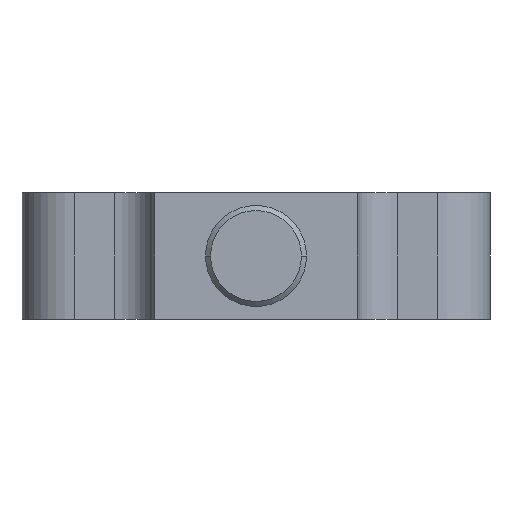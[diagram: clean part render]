
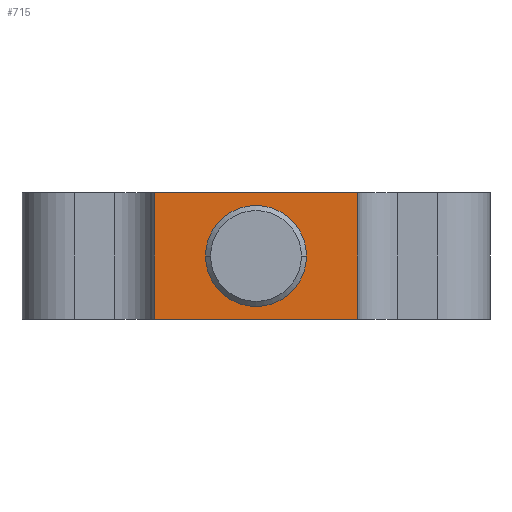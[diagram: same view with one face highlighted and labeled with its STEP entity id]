
A CAD part, left-side view. The second image highlights one B-rep face of the part: STEP entity #715.
In plain terms, the highlighted planar face has unit normal (-1, 0, 0).
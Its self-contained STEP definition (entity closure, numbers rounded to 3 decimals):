
#272 = VERTEX_POINT ( 'NONE', #1309 ) ;
#326 = EDGE_CURVE ( 'NONE', #328, #272, #1402, .T. ) ;
#328 = VERTEX_POINT ( 'NONE', #1397 ) ;
#332 = VERTEX_POINT ( 'NONE', #1396 ) ;
#343 = VERTEX_POINT ( 'NONE', #1433 ) ;
#416 = EDGE_CURVE ( 'NONE', #332, #343, #1567, .T. ) ;
#522 = VERTEX_POINT ( 'NONE', #1794 ) ;
#524 = EDGE_CURVE ( 'NONE', #522, #525, #1793, .T. ) ;
#525 = VERTEX_POINT ( 'NONE', #1788 ) ;
#692 = ORIENTED_EDGE ( 'NONE', *, *, #693, .F. ) ;
#693 = EDGE_CURVE ( 'NONE', #525, #522, #2074, .T. ) ;
#694 = ORIENTED_EDGE ( 'NONE', *, *, #524, .F. ) ;
#695 = EDGE_LOOP ( 'NONE', ( #696, #697, #698, #699 ) ) ;
#696 = ORIENTED_EDGE ( 'NONE', *, *, #326, .F. ) ;
#697 = ORIENTED_EDGE ( 'NONE', *, *, #706, .F. ) ;
#698 = ORIENTED_EDGE ( 'NONE', *, *, #416, .F. ) ;
#699 = ORIENTED_EDGE ( 'NONE', *, *, #714, .F. ) ;
#706 = EDGE_CURVE ( 'NONE', #343, #328, #2125, .T. ) ;
#714 = EDGE_CURVE ( 'NONE', #272, #332, #2111, .T. ) ;
#715 = ADVANCED_FACE ( 'NONE', ( #2107, #2106 ), #2105, .T. ) ;
#716 = EDGE_LOOP ( 'NONE', ( #692, #694 ) ) ;
#1309 = CARTESIAN_POINT ( 'NONE',  ( -55., -20., 25. ) ) ;
#1396 = CARTESIAN_POINT ( 'NONE',  ( -55., -20., 0. ) ) ;
#1397 = CARTESIAN_POINT ( 'NONE',  ( -55., 20., 25. ) ) ;
#1399 = DIRECTION ( 'NONE',  ( 0., -1., 0. ) ) ;
#1400 = VECTOR ( 'NONE', #1399, 1000. ) ;
#1401 = CARTESIAN_POINT ( 'NONE',  ( -55., 20., 25. ) ) ;
#1402 = LINE ( 'NONE', #1401, #1400 ) ;
#1433 = CARTESIAN_POINT ( 'NONE',  ( -55., 20., 0. ) ) ;
#1564 = DIRECTION ( 'NONE',  ( 0., 1., 0. ) ) ;
#1565 = VECTOR ( 'NONE', #1564, 1000. ) ;
#1566 = CARTESIAN_POINT ( 'NONE',  ( -55., 20., 0. ) ) ;
#1567 = LINE ( 'NONE', #1566, #1565 ) ;
#1788 = CARTESIAN_POINT ( 'NONE',  ( -55., 10., 12.5 ) ) ;
#1789 = DIRECTION ( 'NONE',  ( 0., -1., 0. ) ) ;
#1790 = DIRECTION ( 'NONE',  ( -1., 0., 0. ) ) ;
#1791 = CARTESIAN_POINT ( 'NONE',  ( -55., 0., 12.5 ) ) ;
#1792 = AXIS2_PLACEMENT_3D ( 'NONE', #1791, #1790, #1789 ) ;
#1793 = CIRCLE ( 'NONE', #1792, 10. ) ;
#1794 = CARTESIAN_POINT ( 'NONE',  ( -55., -10., 12.5 ) ) ;
#2070 = DIRECTION ( 'NONE',  ( 0., -1., 0. ) ) ;
#2071 = DIRECTION ( 'NONE',  ( -1., 0., 0. ) ) ;
#2072 = CARTESIAN_POINT ( 'NONE',  ( -55., 0., 12.5 ) ) ;
#2073 = AXIS2_PLACEMENT_3D ( 'NONE', #2072, #2071, #2070 ) ;
#2074 = CIRCLE ( 'NONE', #2073, 10. ) ;
#2101 = DIRECTION ( 'NONE',  ( 0., 1., 0. ) ) ;
#2102 = DIRECTION ( 'NONE',  ( -1., 0., 0. ) ) ;
#2103 = CARTESIAN_POINT ( 'NONE',  ( -55., -20., 25. ) ) ;
#2104 = AXIS2_PLACEMENT_3D ( 'NONE', #2103, #2102, #2101 ) ;
#2105 = PLANE ( 'NONE',  #2104 ) ;
#2106 = FACE_OUTER_BOUND ( 'NONE', #695, .T. ) ;
#2107 = FACE_BOUND ( 'NONE', #716, .T. ) ;
#2108 = DIRECTION ( 'NONE',  ( 0., 0., -1. ) ) ;
#2109 = VECTOR ( 'NONE', #2108, 1000. ) ;
#2110 = CARTESIAN_POINT ( 'NONE',  ( -55., -20., 25. ) ) ;
#2111 = LINE ( 'NONE', #2110, #2109 ) ;
#2122 = DIRECTION ( 'NONE',  ( 0., 0., 1. ) ) ;
#2123 = VECTOR ( 'NONE', #2122, 1000. ) ;
#2124 = CARTESIAN_POINT ( 'NONE',  ( -55., 20., 25. ) ) ;
#2125 = LINE ( 'NONE', #2124, #2123 ) ;
